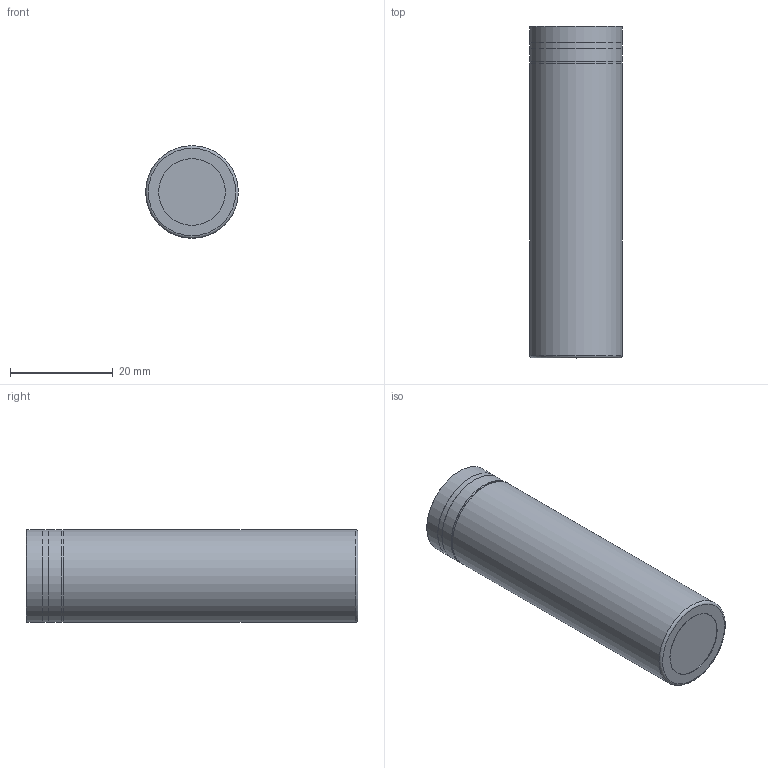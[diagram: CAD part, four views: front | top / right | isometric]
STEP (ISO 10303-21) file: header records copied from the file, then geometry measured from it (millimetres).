
FILE_DESCRIPTION(/* description */ ('STEP AP242','CAx-IF Rec.Pracs.---Representation and Presentation of Product Manufacturing Information (PMI)---4.0---2014-10-13','CAx-IF Rec.Pracs.---3D Tessellated Geometry---0.4---2014-09-14','2;1'),/* implementation_level */ '2;1');
FILE_NAME(/* name */ '65b580fe8b23c62edc93d0c6',/* time_stamp */ '2024-01-27T22:17:34Z',/* author */ (''),/* organization */ (''),/* preprocessor_version */ 'ST-DEVELOPER v19.4',/* originating_system */ ' ',/* authorisation */ ' ');
FILE_SCHEMA (('AP242_MANAGED_MODEL_BASED_3D_ENGINEERING_MIM_LF { 1 0 10303 442 1 1 4 }'));
Length unit declared in the file: metre
Products named in the file (1): Part 1
Bounding box: 18.07 x 64.7 x 18.07 mm (x, y, z)
Volume: 6286.6 mm3; surface area: 7334.8 mm2
Topology: 1 solids, 2 shells, 25 faces, 46 edges, 29 vertices
Faces by surface type: cylinder 10, plane 8, torus 7
Full cylindrical faces by diameter (mm): 9.209 x1, 10.634 x1, 13 x1, 13.569 x1, 14.731 x1, 18.057 x1, 18.06 x1, 18.07 x3
Entity records: 504 total; most frequent: DIRECTION 98, CARTESIAN_POINT 72, AXIS2_PLACEMENT_3D 49, ORIENTED_EDGE 46, EDGE_LOOP 46, FACE_BOUND 46, ADVANCED_FACE 25, EDGE_CURVE 23
